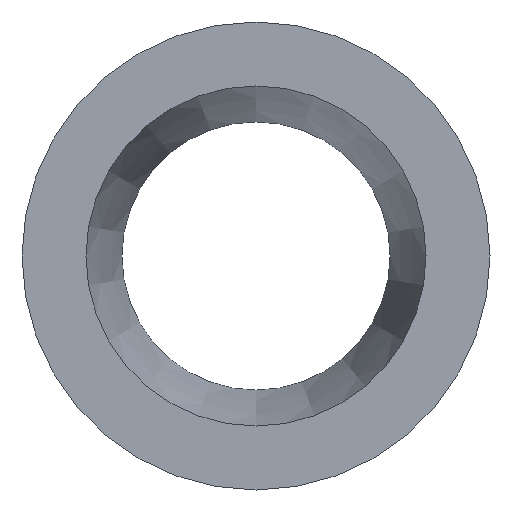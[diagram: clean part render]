
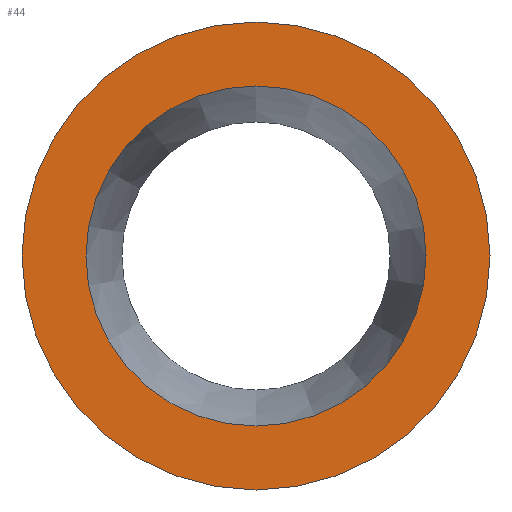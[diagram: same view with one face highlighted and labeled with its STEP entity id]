
A CAD part, left-side view. The second image highlights one B-rep face of the part: STEP entity #44.
In plain terms, the highlighted planar face has unit normal (-1, 0, 0).
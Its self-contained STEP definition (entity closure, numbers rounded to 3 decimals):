
#44 = ADVANCED_FACE( '', ( #89, #90 ), #91, .T. );
#89 = FACE_BOUND( '', #128, .T. );
#90 = FACE_OUTER_BOUND( '', #129, .T. );
#91 = PLANE( '', #130 );
#128 = EDGE_LOOP( '', ( #173 ) );
#129 = EDGE_LOOP( '', ( #174 ) );
#130 = AXIS2_PLACEMENT_3D( '', #175, #176, #177 );
#173 = ORIENTED_EDGE( '', *, *, #189, .T. );
#174 = ORIENTED_EDGE( '', *, *, #195, .F. );
#175 = CARTESIAN_POINT( '', ( 0., 177.5, 0. ) );
#176 = DIRECTION( '', ( -1., 0., 0. ) );
#177 = DIRECTION( '', ( 0., 0., 1. ) );
#189 = EDGE_CURVE( '', #208, #208, #209, .T. );
#195 = EDGE_CURVE( '', #217, #217, #218, .T. );
#208 = VERTEX_POINT( '', #232 );
#209 = CIRCLE( '', #233, 129. );
#217 = VERTEX_POINT( '', #241 );
#218 = CIRCLE( '', #242, 177.5 );
#232 = CARTESIAN_POINT( '', ( 0., 0., -129. ) );
#233 = AXIS2_PLACEMENT_3D( '', #257, #258, #259 );
#241 = CARTESIAN_POINT( '', ( 0., 0., -177.5 ) );
#242 = AXIS2_PLACEMENT_3D( '', #266, #267, #268 );
#257 = CARTESIAN_POINT( '', ( 0., 0., 0. ) );
#258 = DIRECTION( '', ( 1., 0., 0. ) );
#259 = DIRECTION( '', ( 0., 0., -1. ) );
#266 = CARTESIAN_POINT( '', ( 0., 0., 0. ) );
#267 = DIRECTION( '', ( 1., 0., 0. ) );
#268 = DIRECTION( '', ( 0., 0., -1. ) );
